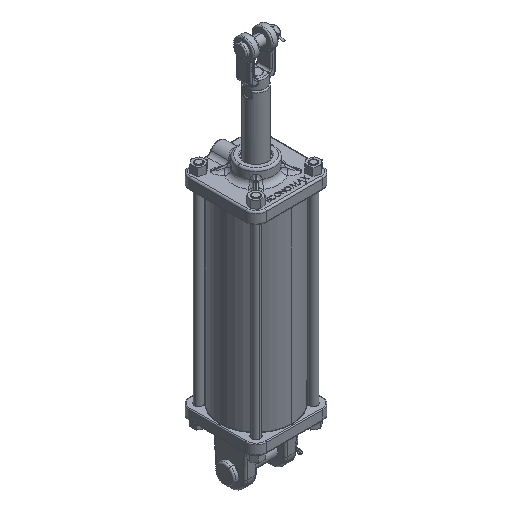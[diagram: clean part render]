
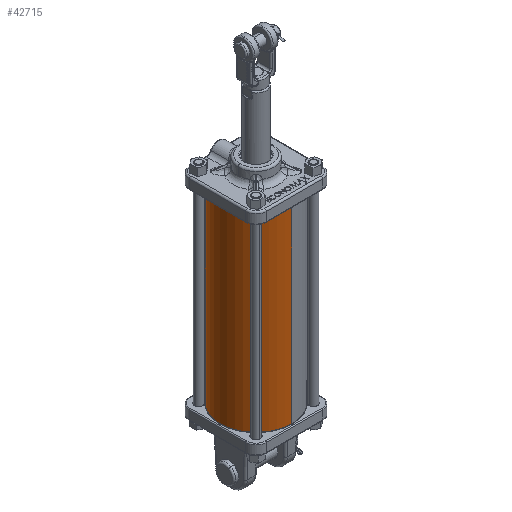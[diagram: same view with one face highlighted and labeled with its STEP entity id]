
A CAD part, isometric view. The second image highlights one B-rep face of the part: STEP entity #42715.
In plain terms, the highlighted cylindrical face has radius 44.45 mm (diameter 88.9 mm), a partial arc.
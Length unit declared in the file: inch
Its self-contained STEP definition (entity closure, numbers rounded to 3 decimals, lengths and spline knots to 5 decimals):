
#206 = EDGE_CURVE ( 'NONE', #42967, #49901, #46058, .T. ) ;
#676 = VECTOR ( 'NONE', #48818, 39.37008 ) ;
#1172 = AXIS2_PLACEMENT_3D ( 'NONE', #6499, #30053, #39782 ) ;
#1762 = LINE ( 'NONE', #20713, #676 ) ;
#2698 = ORIENTED_EDGE ( 'NONE', *, *, #22300, .T. ) ;
#3662 = LINE ( 'NONE', #59625, #34176 ) ;
#6085 = CARTESIAN_POINT ( 'NONE',  ( 0., 0., -14.44975 ) ) ;
#6189 = CARTESIAN_POINT ( 'NONE',  ( 0., 0., -9.375 ) ) ;
#6499 = CARTESIAN_POINT ( 'NONE',  ( 0., 0., 0. ) ) ;
#8648 = EDGE_CURVE ( 'NONE', #34654, #42967, #3662, .T. ) ;
#8788 = ORIENTED_EDGE ( 'NONE', *, *, #206, .F. ) ;
#9168 = DIRECTION ( 'NONE',  ( 0., 0., 1. ) ) ;
#15242 = EDGE_LOOP ( 'NONE', ( #47334, #37402, #2698, #8788 ) ) ;
#20164 = DIRECTION ( 'NONE',  ( 1., 0., 0. ) ) ;
#20713 = CARTESIAN_POINT ( 'NONE',  ( 1.75, 0., -14.44975 ) ) ;
#22300 = EDGE_CURVE ( 'NONE', #28570, #49901, #1762, .T. ) ;
#24390 = AXIS2_PLACEMENT_3D ( 'NONE', #6085, #43359, #20164 ) ;
#24730 = CYLINDRICAL_SURFACE ( 'NONE', #24390, 1.75 ) ;
#24842 = DIRECTION ( 'NONE',  ( 1., 0., 0. ) ) ;
#28570 = VERTEX_POINT ( 'NONE', #28843 ) ;
#28843 = CARTESIAN_POINT ( 'NONE',  ( 1.75, 0., -9.375 ) ) ;
#29744 = DIRECTION ( 'NONE',  ( 0., 0., -1. ) ) ;
#30053 = DIRECTION ( 'NONE',  ( 0., 0., 1. ) ) ;
#34176 = VECTOR ( 'NONE', #9168, 39.37008 ) ;
#34654 = VERTEX_POINT ( 'NONE', #42948 ) ;
#36920 = AXIS2_PLACEMENT_3D ( 'NONE', #6189, #29744, #24842 ) ;
#37402 = ORIENTED_EDGE ( 'NONE', *, *, #56744, .F. ) ;
#39782 = DIRECTION ( 'NONE',  ( 1., 0., 0. ) ) ;
#40153 = CARTESIAN_POINT ( 'NONE',  ( 1.75, 0., 0. ) ) ;
#42715 = ADVANCED_FACE ( 'NONE', ( #57755 ), #24730, .T. ) ;
#42948 = CARTESIAN_POINT ( 'NONE',  ( -1.75, 0., -9.375 ) ) ;
#42967 = VERTEX_POINT ( 'NONE', #46595 ) ;
#43359 = DIRECTION ( 'NONE',  ( 0., 0., 1. ) ) ;
#46058 = CIRCLE ( 'NONE', #1172, 1.75 ) ;
#46595 = CARTESIAN_POINT ( 'NONE',  ( -1.75, 0., 0. ) ) ;
#47334 = ORIENTED_EDGE ( 'NONE', *, *, #8648, .F. ) ;
#48818 = DIRECTION ( 'NONE',  ( 0., 0., 1. ) ) ;
#49901 = VERTEX_POINT ( 'NONE', #40153 ) ;
#55478 = CIRCLE ( 'NONE', #36920, 1.75 ) ;
#56744 = EDGE_CURVE ( 'NONE', #28570, #34654, #55478, .T. ) ;
#57755 = FACE_OUTER_BOUND ( 'NONE', #15242, .T. ) ;
#59625 = CARTESIAN_POINT ( 'NONE',  ( -1.75, 0., -14.44975 ) ) ;
